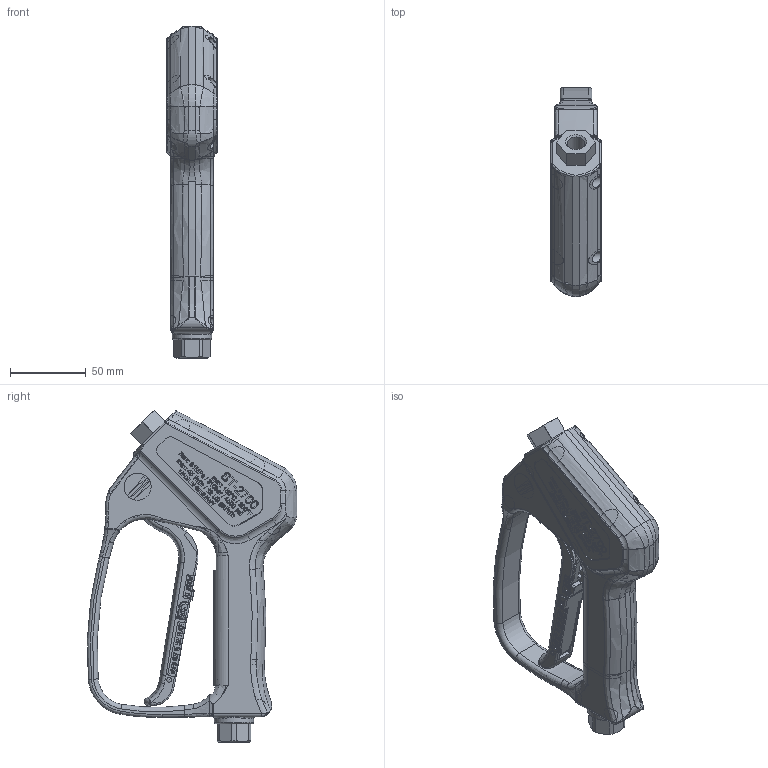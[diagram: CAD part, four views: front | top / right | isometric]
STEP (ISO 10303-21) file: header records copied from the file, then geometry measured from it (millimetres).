
FILE_DESCRIPTION(/* description */ ('Unknown'),/* implementation_level */ '2;1');
FILE_NAME(/* name */ '202700500',/* time_stamp */ '2018-11-13T08:28:53+01:00',/* author */ ('Unknown'),/* organization */ ('Unknown'),/* preprocessor_version */ 'ST-DEVELOPER v16.7',/* originating_system */ 'DEX',/* authorisation */ $);
FILE_SCHEMA (('AUTOMOTIVE_DESIGN {1 0 10303 214 3 1 1}'));
Products named in the file (1): Part7
Bounding box: 33.2 x 137.8 x 218.57 mm (x, y, z)
Volume: 126088.2 mm3; surface area: 121659 mm2
Topology: 1 solids, 1 shells, 3633 faces, 9453 edges, 6124 vertices
Faces by surface type: plane 2284, bspline 669, cylinder 476, torus 144, sphere 30, cone 30
Full cylindrical faces by diameter (mm): 2 x1, 3 x4, 3.02 x1, 3.1 x2, 3.5 x1, 3.8 x1, 4 x3, 4.02 x1, 4.1 x2, 5.9 x1, 6 x1, 6.9 x8, 7 x1, 7.05 x1, 7.4 x8, 7.5 x1, 8 x1, 9 x1, 9.6 x4, 10 x1, 11.82 x3, 13 x3, 14 x1, 14.2 x1, 14.917 x1, 15.33 x1, 18 x1, 19 x1, 21 x2, 23 x2
Entity records: 158791 total; most frequent: CARTESIAN_POINT 54984, ORIENTED_EDGE 18474, DIRECTION 12114, EDGE_CURVE 9237, VERTEX_POINT 6078, B_SPLINE_CURVE_WITH_KNOTS 4386, AXIS2_PLACEMENT_3D 4298, EDGE_LOOP 4167
